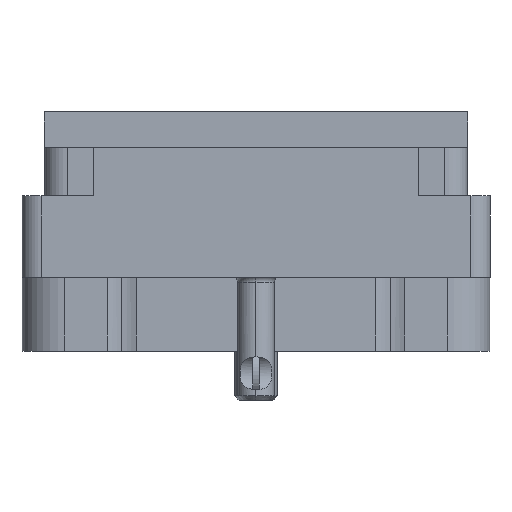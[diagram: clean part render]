
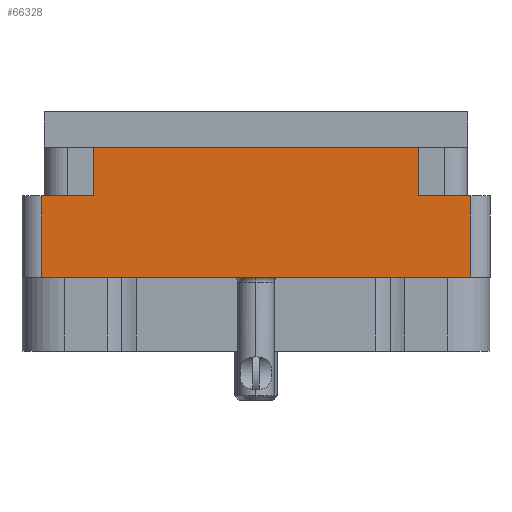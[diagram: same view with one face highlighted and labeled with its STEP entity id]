
A CAD part, left-side view. The second image highlights one B-rep face of the part: STEP entity #66328.
In plain terms, the highlighted planar face has unit normal (-1, 0, 0).
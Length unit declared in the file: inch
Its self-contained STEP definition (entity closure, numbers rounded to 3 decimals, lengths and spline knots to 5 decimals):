
#969 = AXIS2_PLACEMENT_3D ( 'NONE', #93947, #6376, #7008 ) ;
#1291 = CARTESIAN_POINT ( 'NONE',  ( -1.375, -0.5285, -0.274 ) ) ;
#4223 = ORIENTED_EDGE ( 'NONE', *, *, #85991, .T. ) ;
#4804 = ORIENTED_EDGE ( 'NONE', *, *, #92008, .F. ) ;
#6376 = DIRECTION ( 'NONE',  ( -1., 0., 0. ) ) ;
#6472 = CARTESIAN_POINT ( 'NONE',  ( -1.375, 0.7005, -0.78 ) ) ;
#7008 = DIRECTION ( 'NONE',  ( 0., 0., 1. ) ) ;
#7487 = CARTESIAN_POINT ( 'NONE',  ( -1.375, -0.7005, -0.274 ) ) ;
#7530 = VECTOR ( 'NONE', #75311, 39.37008 ) ;
#7634 = ORIENTED_EDGE ( 'NONE', *, *, #56145, .T. ) ;
#8603 = CARTESIAN_POINT ( 'NONE',  ( -1.375, -0.5285, -0.117 ) ) ;
#9036 = VERTEX_POINT ( 'NONE', #83696 ) ;
#9947 = DIRECTION ( 'NONE',  ( 0., -1., 0. ) ) ;
#15095 = LINE ( 'NONE', #27330, #53731 ) ;
#15201 = DIRECTION ( 'NONE',  ( 0., 0., 1. ) ) ;
#16941 = CARTESIAN_POINT ( 'NONE',  ( -1.375, -0.5285, -0.274 ) ) ;
#22126 = VERTEX_POINT ( 'NONE', #8603 ) ;
#22389 = EDGE_CURVE ( 'NONE', #53350, #9036, #37422, .T. ) ;
#23866 = LINE ( 'NONE', #75822, #87467 ) ;
#27330 = CARTESIAN_POINT ( 'NONE',  ( -1.375, 0., -0.54 ) ) ;
#29117 = EDGE_CURVE ( 'NONE', #80120, #43878, #76903, .T. ) ;
#31047 = CARTESIAN_POINT ( 'NONE',  ( -1.375, 0., -0.274 ) ) ;
#37422 = LINE ( 'NONE', #38681, #85253 ) ;
#38681 = CARTESIAN_POINT ( 'NONE',  ( -1.375, 0.5285, -0.274 ) ) ;
#38844 = EDGE_LOOP ( 'NONE', ( #77141, #66347, #7634, #61556, #64019, #4223, #4804, #40532 ) ) ;
#40532 = ORIENTED_EDGE ( 'NONE', *, *, #22389, .F. ) ;
#40880 = VERTEX_POINT ( 'NONE', #70464 ) ;
#41349 = EDGE_CURVE ( 'NONE', #81892, #53350, #42802, .T. ) ;
#42124 = CARTESIAN_POINT ( 'NONE',  ( -1.375, 0.5285, -0.274 ) ) ;
#42299 = LINE ( 'NONE', #1291, #62744 ) ;
#42802 = LINE ( 'NONE', #52432, #47392 ) ;
#43093 = PLANE ( 'NONE',  #969 ) ;
#43878 = VERTEX_POINT ( 'NONE', #7487 ) ;
#44263 = CARTESIAN_POINT ( 'NONE',  ( -1.375, 0.7005, -0.274 ) ) ;
#47356 = EDGE_CURVE ( 'NONE', #81892, #71040, #49734, .T. ) ;
#47392 = VECTOR ( 'NONE', #53387, 39.37008 ) ;
#49734 = LINE ( 'NONE', #6472, #54329 ) ;
#52101 = VECTOR ( 'NONE', #9947, 39.37008 ) ;
#52432 = CARTESIAN_POINT ( 'NONE',  ( -1.375, 0., -0.274 ) ) ;
#53350 = VERTEX_POINT ( 'NONE', #42124 ) ;
#53387 = DIRECTION ( 'NONE',  ( 0., -1., 0. ) ) ;
#53731 = VECTOR ( 'NONE', #94010, 39.37008 ) ;
#54329 = VECTOR ( 'NONE', #78864, 39.37008 ) ;
#56145 = EDGE_CURVE ( 'NONE', #71040, #40880, #15095, .T. ) ;
#60014 = FACE_OUTER_BOUND ( 'NONE', #38844, .T. ) ;
#61556 = ORIENTED_EDGE ( 'NONE', *, *, #91315, .T. ) ;
#62744 = VECTOR ( 'NONE', #15201, 39.37008 ) ;
#64019 = ORIENTED_EDGE ( 'NONE', *, *, #29117, .F. ) ;
#66328 = ADVANCED_FACE ( 'NONE', ( #60014 ), #43093, .T. ) ;
#66347 = ORIENTED_EDGE ( 'NONE', *, *, #47356, .T. ) ;
#66603 = CARTESIAN_POINT ( 'NONE',  ( -1.375, 0.7005, -0.54 ) ) ;
#67391 = CARTESIAN_POINT ( 'NONE',  ( -1.375, 0.7625, -0.117 ) ) ;
#68098 = LINE ( 'NONE', #67391, #52101 ) ;
#70464 = CARTESIAN_POINT ( 'NONE',  ( -1.375, -0.7005, -0.54 ) ) ;
#71040 = VERTEX_POINT ( 'NONE', #66603 ) ;
#75311 = DIRECTION ( 'NONE',  ( 0., -1., 0. ) ) ;
#75822 = CARTESIAN_POINT ( 'NONE',  ( -1.375, -0.7005, -0.78 ) ) ;
#76903 = LINE ( 'NONE', #31047, #7530 ) ;
#77141 = ORIENTED_EDGE ( 'NONE', *, *, #41349, .F. ) ;
#78864 = DIRECTION ( 'NONE',  ( 0., 0., -1. ) ) ;
#80120 = VERTEX_POINT ( 'NONE', #16941 ) ;
#81892 = VERTEX_POINT ( 'NONE', #44263 ) ;
#83132 = DIRECTION ( 'NONE',  ( 0., 0., 1. ) ) ;
#83696 = CARTESIAN_POINT ( 'NONE',  ( -1.375, 0.5285, -0.117 ) ) ;
#85253 = VECTOR ( 'NONE', #90187, 39.37008 ) ;
#85991 = EDGE_CURVE ( 'NONE', #80120, #22126, #42299, .T. ) ;
#87467 = VECTOR ( 'NONE', #83132, 39.37008 ) ;
#90187 = DIRECTION ( 'NONE',  ( 0., 0., 1. ) ) ;
#91315 = EDGE_CURVE ( 'NONE', #40880, #43878, #23866, .T. ) ;
#92008 = EDGE_CURVE ( 'NONE', #9036, #22126, #68098, .T. ) ;
#93947 = CARTESIAN_POINT ( 'NONE',  ( -1.375, -0.7625, -0.78 ) ) ;
#94010 = DIRECTION ( 'NONE',  ( 0., -1., 0. ) ) ;
